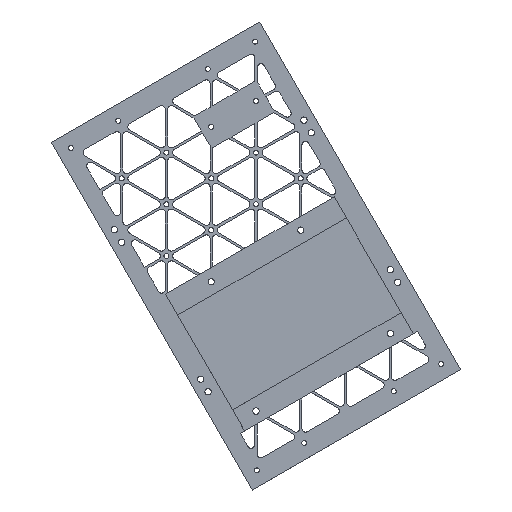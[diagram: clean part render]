
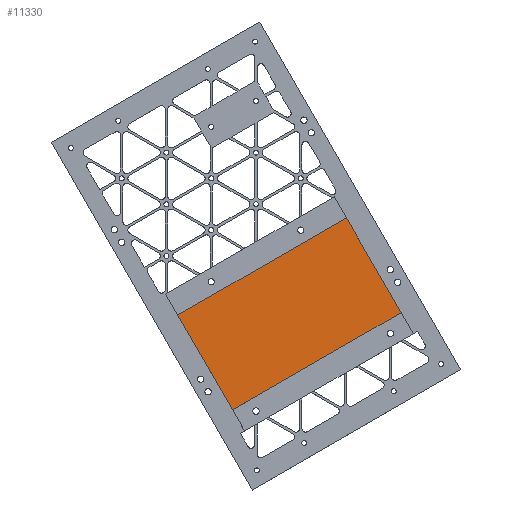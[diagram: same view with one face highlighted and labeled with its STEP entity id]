
A CAD part, top view. The second image highlights one B-rep face of the part: STEP entity #11330.
In plain terms, the highlighted planar face has unit normal (0, 0, 1).
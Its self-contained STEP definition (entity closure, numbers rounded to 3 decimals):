
#11330 = ADVANCED_FACE('',(#11331),#11365,.F.);
#11331 = FACE_BOUND('',#11332,.T.);
#11332 = EDGE_LOOP('',(#11333,#11343,#11351,#11359));
#11333 = ORIENTED_EDGE('',*,*,#11334,.T.);
#11334 = EDGE_CURVE('',#11335,#11337,#11339,.T.);
#11335 = VERTEX_POINT('',#11336);
#11336 = CARTESIAN_POINT('',(80.,-100.,-10.));
#11337 = VERTEX_POINT('',#11338);
#11338 = CARTESIAN_POINT('',(80.,-10.,-10.));
#11339 = LINE('',#11340,#11341);
#11340 = CARTESIAN_POINT('',(80.,-60.,-10.));
#11341 = VECTOR('',#11342,1.);
#11342 = DIRECTION('',(0.,1.,-0.));
#11343 = ORIENTED_EDGE('',*,*,#11344,.F.);
#11344 = EDGE_CURVE('',#11345,#11337,#11347,.T.);
#11345 = VERTEX_POINT('',#11346);
#11346 = CARTESIAN_POINT('',(-80.,-10.,-10.));
#11347 = LINE('',#11348,#11349);
#11348 = CARTESIAN_POINT('',(0.,-10.,-10.));
#11349 = VECTOR('',#11350,1.);
#11350 = DIRECTION('',(1.,0.,0.));
#11351 = ORIENTED_EDGE('',*,*,#11352,.T.);
#11352 = EDGE_CURVE('',#11345,#11353,#11355,.T.);
#11353 = VERTEX_POINT('',#11354);
#11354 = CARTESIAN_POINT('',(-80.,-100.,-10.));
#11355 = LINE('',#11356,#11357);
#11356 = CARTESIAN_POINT('',(-80.,-60.,-10.));
#11357 = VECTOR('',#11358,1.);
#11358 = DIRECTION('',(0.,-1.,0.));
#11359 = ORIENTED_EDGE('',*,*,#11360,.F.);
#11360 = EDGE_CURVE('',#11335,#11353,#11361,.T.);
#11361 = LINE('',#11362,#11363);
#11362 = CARTESIAN_POINT('',(0.,-100.,-10.));
#11363 = VECTOR('',#11364,1.);
#11364 = DIRECTION('',(-1.,0.,0.));
#11365 = PLANE('',#11366);
#11366 = AXIS2_PLACEMENT_3D('',#11367,#11368,#11369);
#11367 = CARTESIAN_POINT('',(0.,0.,-10.));
#11368 = DIRECTION('',(-0.,-0.,-1.));
#11369 = DIRECTION('',(0.,-1.,0.));
